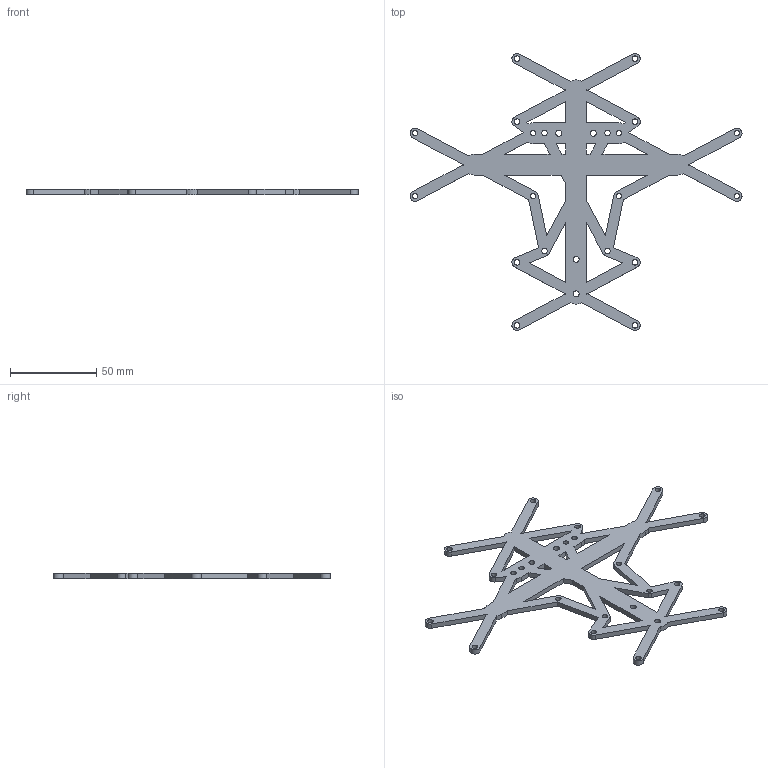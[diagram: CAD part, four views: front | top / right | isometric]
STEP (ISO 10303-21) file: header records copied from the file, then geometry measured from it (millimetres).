
FILE_DESCRIPTION(/* description */ (''),/* implementation_level */ '2;1');
FILE_NAME(/* name */ 'Face plate v6.step',/* time_stamp */ '2024-01-25T22:36:31-06:00',/* author */ (''),/* organization */ (''),/* preprocessor_version */ 'ST-DEVELOPER v20',/* originating_system */ 'Autodesk Translation Framework v12.14.0.127',/* authorisation */ '');
FILE_SCHEMA (('AUTOMOTIVE_DESIGN { 1 0 10303 214 3 1 1 }'));
Length unit declared in the file: millimetre
Products named in the file (1): Face plate
Bounding box: 192.32 x 160.49 x 3 mm (x, y, z)
Volume: 21832.2 mm3; surface area: 20503.5 mm2
Topology: 1 solids, 1 shells, 151 faces, 447 edges, 286 vertices
Faces by surface type: plane 95, cylinder 56
Full cylindrical faces by diameter (mm): 3.2 x20, 3.5 x4
Entity records: 5198 total; most frequent: ORIENTED_EDGE 894, CARTESIAN_POINT 885, DIRECTION 863, EDGE_CURVE 447, LINE 335, VECTOR 335, VERTEX_POINT 286, AXIS2_PLACEMENT_3D 264
